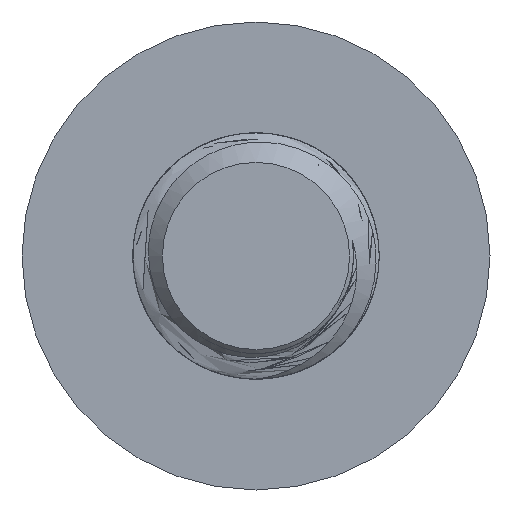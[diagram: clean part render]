
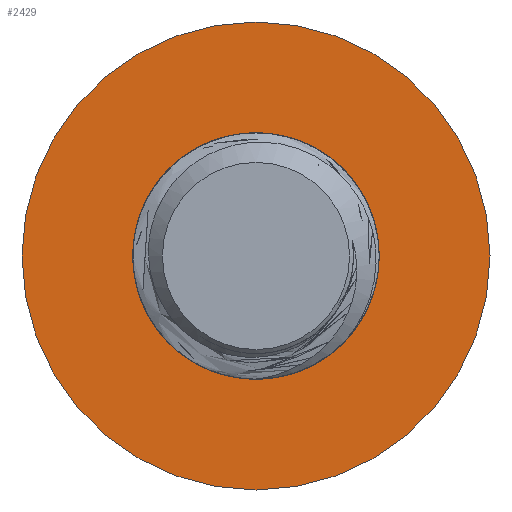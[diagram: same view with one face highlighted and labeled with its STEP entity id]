
A CAD part, left-side view. The second image highlights one B-rep face of the part: STEP entity #2429.
In plain terms, the highlighted face is planar.
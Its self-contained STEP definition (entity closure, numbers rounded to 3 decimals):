
#23=PLANE('',#2590);
#33=FACE_BOUND('',#306,.T.);
#169=FACE_OUTER_BOUND('',#305,.T.);
#305=EDGE_LOOP('',(#2149));
#306=EDGE_LOOP('',(#2150,#2151,#2152,#2153));
#319=CIRCLE('',#2458,2.5);
#323=CIRCLE('',#2574,4.75);
#325=CIRCLE('',#2578,1.98);
#563=B_SPLINE_CURVE_WITH_KNOTS('',3,(#13076,#13077,#13078,#13079,#13080,
#13081,#13082,#13083,#13084,#13085,#13086,#13087,#13088,#13089,#13090,#13091),
 .UNSPECIFIED.,.F.,.F.,(4,2,2,2,2,2,2,4),(0.,0.086,0.176,
0.288,0.427,0.589,0.701,
0.804),.UNSPECIFIED.);
#564=B_SPLINE_CURVE_WITH_KNOTS('',3,(#14486,#14487,#14488,#14489,#14490,
#14491,#14492,#14493,#14494,#14495,#14496,#14497,#14498,#14499,#14500,#14501),
 .UNSPECIFIED.,.F.,.F.,(4,2,2,2,2,2,2,4),(0.,0.046,0.093,
0.156,0.211,0.266,0.334,
0.407),.UNSPECIFIED.);
#817=VERTEX_POINT('',#3033);
#818=VERTEX_POINT('',#3062);
#1045=VERTEX_POINT('',#11494);
#1047=VERTEX_POINT('',#11501);
#1048=VERTEX_POINT('',#11530);
#1065=EDGE_CURVE('',#817,#818,#319,.T.);
#1403=EDGE_CURVE('',#1045,#1045,#323,.T.);
#1406=EDGE_CURVE('',#1047,#1048,#325,.T.);
#1416=EDGE_CURVE('',#818,#1047,#563,.T.);
#1417=EDGE_CURVE('',#1048,#817,#564,.T.);
#2149=ORIENTED_EDGE('',*,*,#1403,.F.);
#2150=ORIENTED_EDGE('',*,*,#1065,.F.);
#2151=ORIENTED_EDGE('',*,*,#1417,.F.);
#2152=ORIENTED_EDGE('',*,*,#1406,.F.);
#2153=ORIENTED_EDGE('',*,*,#1416,.F.);
#2429=ADVANCED_FACE('',(#169,#33),#23,.F.);
#2458=AXIS2_PLACEMENT_3D('',#3063,#2611,#2612);
#2574=AXIS2_PLACEMENT_3D('',#11496,#2954,#2955);
#2578=AXIS2_PLACEMENT_3D('',#11531,#2962,#2963);
#2590=AXIS2_PLACEMENT_3D('',#14512,#2987,#2988);
#2611=DIRECTION('center_axis',(0.,0.,-1.));
#2612=DIRECTION('ref_axis',(0.,1.,0.));
#2954=DIRECTION('center_axis',(0.,0.,1.));
#2955=DIRECTION('ref_axis',(1.,0.,0.));
#2962=DIRECTION('center_axis',(0.,0.,-1.));
#2963=DIRECTION('ref_axis',(0.,-1.,0.));
#2987=DIRECTION('center_axis',(0.,0.,1.));
#2988=DIRECTION('ref_axis',(1.,0.,0.));
#3033=CARTESIAN_POINT('',(-2.5,0.,-2.75));
#3062=CARTESIAN_POINT('',(-1.752,1.784,-2.75));
#3063=CARTESIAN_POINT('Origin',(0.,0.,-2.75));
#11494=CARTESIAN_POINT('',(-4.75,0.,-2.75));
#11496=CARTESIAN_POINT('Origin',(0.,0.,-2.75));
#11501=CARTESIAN_POINT('',(1.98,0.,-2.75));
#11530=CARTESIAN_POINT('',(1.388,-1.413,-2.75));
#11531=CARTESIAN_POINT('Origin',(0.,0.,-2.75));
#13076=CARTESIAN_POINT('Ctrl Pts',(-1.752,1.784,-2.75));
#13077=CARTESIAN_POINT('Ctrl Pts',(-1.531,1.965,-2.75));
#13078=CARTESIAN_POINT('Ctrl Pts',(-1.281,2.105,-2.75));
#13079=CARTESIAN_POINT('Ctrl Pts',(-0.727,2.299,-2.75));
#13080=CARTESIAN_POINT('Ctrl Pts',(-0.426,2.345,
-2.75));
#13081=CARTESIAN_POINT('Ctrl Pts',(0.248,2.322,-2.75));
#13082=CARTESIAN_POINT('Ctrl Pts',(0.529,2.227,-2.75));
#13083=CARTESIAN_POINT('Ctrl Pts',(0.985,2.017,-2.75));
#13084=CARTESIAN_POINT('Ctrl Pts',(1.213,1.855,-2.75));
#13085=CARTESIAN_POINT('Ctrl Pts',(1.629,1.419,-2.75));
#13086=CARTESIAN_POINT('Ctrl Pts',(1.775,1.161,-2.75));
#13087=CARTESIAN_POINT('Ctrl Pts',(1.921,0.783,-2.75));
#13088=CARTESIAN_POINT('Ctrl Pts',(1.961,0.622,-2.75));
#13089=CARTESIAN_POINT('Ctrl Pts',(1.998,0.305,-2.75));
#13090=CARTESIAN_POINT('Ctrl Pts',(1.998,0.152,-2.75));
#13091=CARTESIAN_POINT('Ctrl Pts',(1.98,0.,
-2.75));
#14486=CARTESIAN_POINT('Ctrl Pts',(1.388,-1.413,-2.75));
#14487=CARTESIAN_POINT('Ctrl Pts',(1.291,-1.532,-2.75));
#14488=CARTESIAN_POINT('Ctrl Pts',(1.181,-1.64,-2.75));
#14489=CARTESIAN_POINT('Ctrl Pts',(0.937,-1.83,
-2.75));
#14490=CARTESIAN_POINT('Ctrl Pts',(0.803,-1.911,
-2.75));
#14491=CARTESIAN_POINT('Ctrl Pts',(0.469,-2.065,
-2.75));
#14492=CARTESIAN_POINT('Ctrl Pts',(0.21,-2.15,
-2.75));
#14493=CARTESIAN_POINT('Ctrl Pts',(-0.431,-2.172,
-2.75));
#14494=CARTESIAN_POINT('Ctrl Pts',(-0.73,-2.123,
-2.75));
#14495=CARTESIAN_POINT('Ctrl Pts',(-1.29,-1.911,
-2.75));
#14496=CARTESIAN_POINT('Ctrl Pts',(-1.545,-1.75,
-2.75));
#14497=CARTESIAN_POINT('Ctrl Pts',(-2.027,-1.293,
-2.75));
#14498=CARTESIAN_POINT('Ctrl Pts',(-2.192,-1.015,
-2.75));
#14499=CARTESIAN_POINT('Ctrl Pts',(-2.406,-0.536,
-2.75));
#14500=CARTESIAN_POINT('Ctrl Pts',(-2.475,-0.271,
-2.75));
#14501=CARTESIAN_POINT('Ctrl Pts',(-2.5,0.,-2.75));
#14512=CARTESIAN_POINT('Origin',(0.,-4.75,-2.75));
